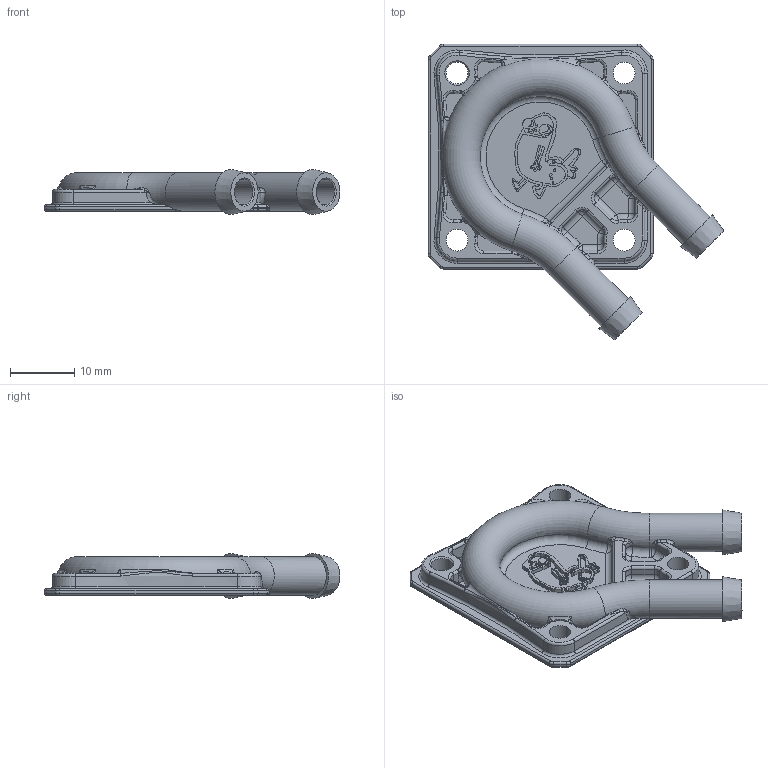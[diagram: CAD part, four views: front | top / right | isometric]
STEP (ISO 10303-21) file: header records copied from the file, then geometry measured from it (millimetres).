
FILE_DESCRIPTION(/* description */ ('','CAx-IF Rec.Pracs.---Representation and Presentation of Product Manufacturing Information (PMI)---4.0---2014-10-13'),/* implementation_level */ '2;1');
FILE_NAME(/* name */ 'Nema14 Watercooler v1.step',/* time_stamp */ '2025-01-25T22:54:02-05:00',/* author */ (''),/* organization */ (''),/* preprocessor_version */ 'ST-DEVELOPER v20',/* originating_system */ 'Autodesk Translation Framework v13.20.0.188',/* authorisation */ '');
FILE_SCHEMA (('AP242_MANAGED_MODEL_BASED_3D_ENGINEERING_MIM_LF { 1 0 10303 442 1 1 4 }'));
Length unit declared in the file: millimetre
Products named in the file (1): Nema14 Watercooler
Bounding box: 46.02 x 46.02 x 7 mm (x, y, z)
Volume: 3063.5 mm3; surface area: 5291.8 mm2
Topology: 1 solids, 1 shells, 680 faces, 1825 edges, 1141 vertices
Faces by surface type: bspline 373, cylinder 107, plane 100, torus 82, sphere 12, cone 6
Full cylindrical faces by diameter (mm): 3.4 x4, 4 x2, 6 x2
Entity records: 24794 total; most frequent: CARTESIAN_POINT 11159, ORIENTED_EDGE 3608, DIRECTION 2051, EDGE_CURVE 1804, VERTEX_POINT 1141, AXIS2_PLACEMENT_3D 722, EDGE_LOOP 705, FACE_OUTER_BOUND 680
